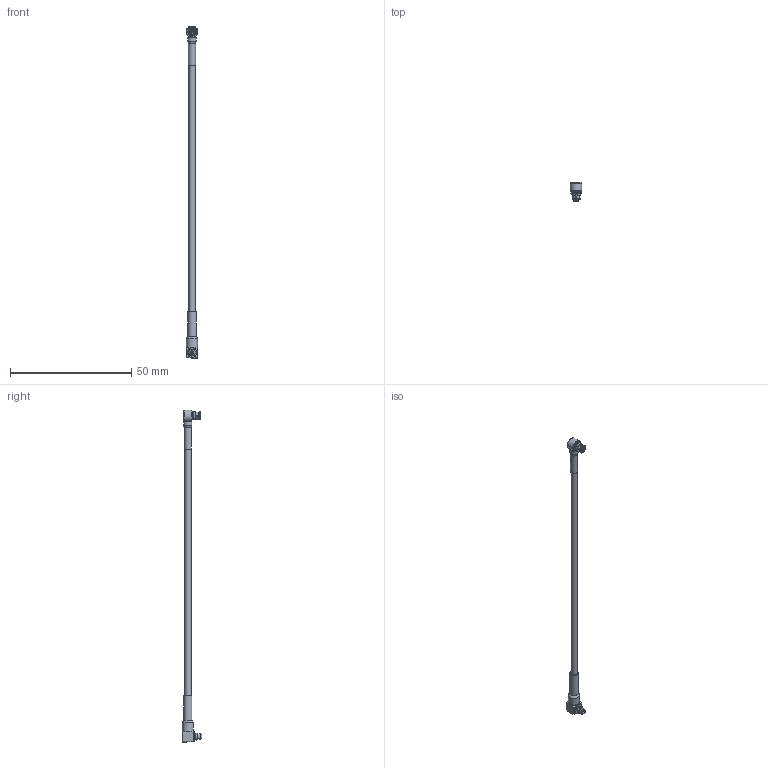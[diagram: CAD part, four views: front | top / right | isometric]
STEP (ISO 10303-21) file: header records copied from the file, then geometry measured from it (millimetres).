
FILE_DESCRIPTION (( 'STEP AP203' ), '1' );
FILE_NAME ('PE3C3221_3D.step', '2020-10-07T18:33:53', ( '' ), ( '' ), 'SwSTEP 2.0', 'SolidWorks 2018', '' );
FILE_SCHEMA (( 'CONFIG_CONTROL_DESIGN' ));
Length unit declared in the file: inch
Products named in the file (4): PE3C3221_3D; PE-SR405FLJ^PE3C3221_PE-SR405FLJ; PE44699^PE3C3221_Heat Shrink sr405-sr086; PE44275^PE3C3221_Heat Shrink
Assembly tree (3 placements, depth 2):
  PE3C3221_3D
    PE-SR405FLJ^PE3C3221_PE-SR405FLJ
    PE44275^PE3C3221_Heat Shrink
    PE44699^PE3C3221_Heat Shrink sr405-sr086
Bounding box: 4.88 x 8.04 x 136.75 mm (x, y, z)
Volume: 1019.4 mm3; surface area: 1620.5 mm2
Topology: 7 solids, 8 shells, 130 faces, 261 edges, 169 vertices
Faces by surface type: plane 54, cylinder 33, cone 31, bspline 9, torus 3
Full cylindrical faces by diameter (mm): 0.508 x1, 0.927 x1, 1.3 x1, 1.945 x1, 2.032 x1, 2.261 x1, 2.286 x1, 2.312 x2, 2.501 x1, 2.54 x1, 2.642 x1, 2.667 x1, 2.794 x1, 2.946 x1, 3.378 x1, 3.409 x1, 3.429 x1, 3.81 x1, 3.937 x1, 4.572 x1, 4.775 x1
Entity records: 4098 total; most frequent: CARTESIAN_POINT 1294, DIRECTION 490, ORIENTED_EDGE 428, AXIS2_PLACEMENT_3D 227, EDGE_CURVE 214, EDGE_LOOP 194, FACE_OUTER_BOUND 163, VERTEX_POINT 162
